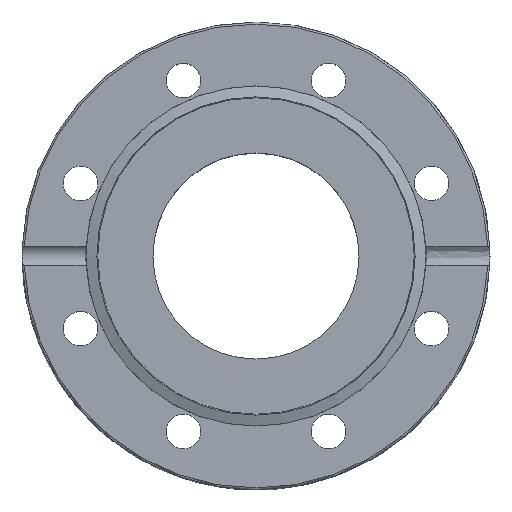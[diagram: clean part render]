
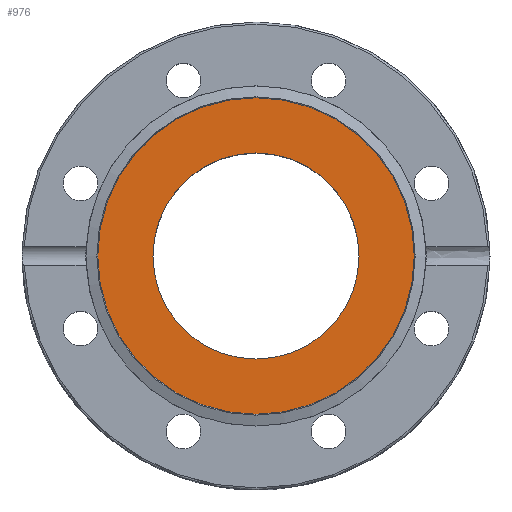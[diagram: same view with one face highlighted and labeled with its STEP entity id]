
A CAD part, top view. The second image highlights one B-rep face of the part: STEP entity #976.
In plain terms, the highlighted planar face has unit normal (0, 0, 1).
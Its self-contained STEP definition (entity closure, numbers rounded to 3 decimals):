
#202=CARTESIAN_POINT('',(25.0,0.,16.3));
#203=VERTEX_POINT('',#202);
#204=CARTESIAN_POINT('',(0.0,0.0,16.3));
#205=DIRECTION('',(0.0,0.0,-1.0));
#206=DIRECTION('',(-1.0,0.0,0.0));
#207=AXIS2_PLACEMENT_3D('',#204,#205,#206);
#208=CIRCLE('',#207,25.0);
#209=EDGE_CURVE('',#203,#203,#208,.T.);
#950=CARTESIAN_POINT('',(0.0,-38.382,16.3));
#951=VERTEX_POINT('',#950);
#952=CARTESIAN_POINT('',(0.0,0.,16.3));
#953=DIRECTION('',(0.0,0.0,-1.0));
#954=DIRECTION('',(0.0,-1.0,0.0));
#955=AXIS2_PLACEMENT_3D('',#952,#953,#954);
#956=CIRCLE('',#955,38.382);
#957=EDGE_CURVE('',#951,#951,#956,.T.);
#965=CARTESIAN_POINT('',(0.0,-19.191,16.3));
#966=DIRECTION('',(0.0,0.0,-1.0));
#967=DIRECTION('',(-1.0,0.0,0.0));
#968=AXIS2_PLACEMENT_3D('',#965,#966,#967);
#969=PLANE('',#968);
#970=ORIENTED_EDGE('',*,*,#957,.F.);
#971=EDGE_LOOP('',(#970));
#972=FACE_OUTER_BOUND('',#971,.T.);
#973=ORIENTED_EDGE('',*,*,#209,.T.);
#974=EDGE_LOOP('',(#973));
#975=FACE_BOUND('',#974,.T.);
#976=ADVANCED_FACE('',(#972,#975),#969,.F.);
